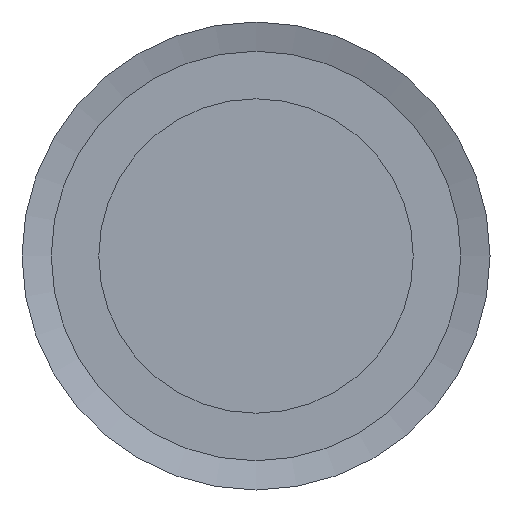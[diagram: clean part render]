
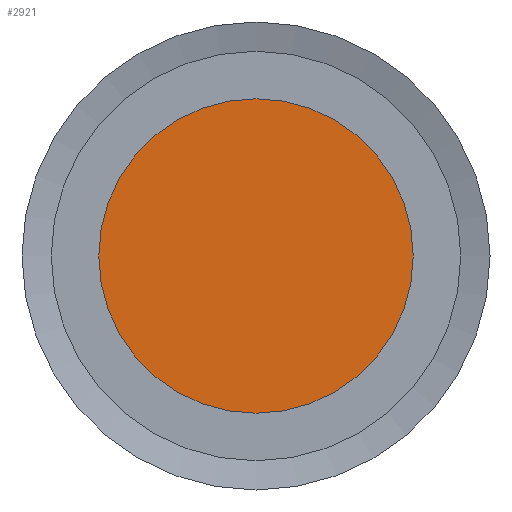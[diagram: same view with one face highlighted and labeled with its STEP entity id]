
A CAD part, left-side view. The second image highlights one B-rep face of the part: STEP entity #2921.
In plain terms, the highlighted planar face has unit normal (-1, 0, 0).
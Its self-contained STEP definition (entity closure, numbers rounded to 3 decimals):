
#914=VERTEX_POINT('',#5035);
#1122=CIRCLE('',#3273,10.75);
#1546=EDGE_CURVE('',#914,#914,#1122,.T.);
#2241=ORIENTED_EDGE('',*,*,#1546,.F.);
#2603=EDGE_LOOP('',(#2241));
#2763=FACE_BOUND('',#2603,.T.);
#2921=ADVANCED_FACE('',(#2763),#5121,.F.);
#3272=AXIS2_PLACEMENT_3D('',#5033,#4138,$);
#3273=AXIS2_PLACEMENT_3D('',#5034,#4139,#4140);
#4138=DIRECTION('',(1.,0.,0.));
#4139=DIRECTION('',(1.,0.,0.));
#4140=DIRECTION('',(0.,0.,-10.75));
#5033=CARTESIAN_POINT('',(0.,0.,0.));
#5034=CARTESIAN_POINT('',(0.,0.,0.));
#5035=CARTESIAN_POINT('',(0.,0.,-10.75));
#5121=PLANE('',#3272);
